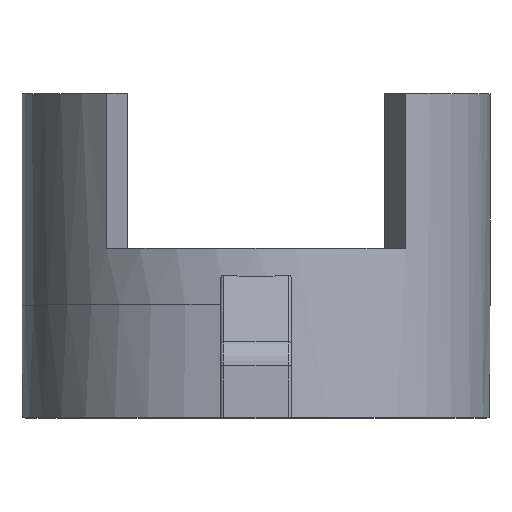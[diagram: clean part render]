
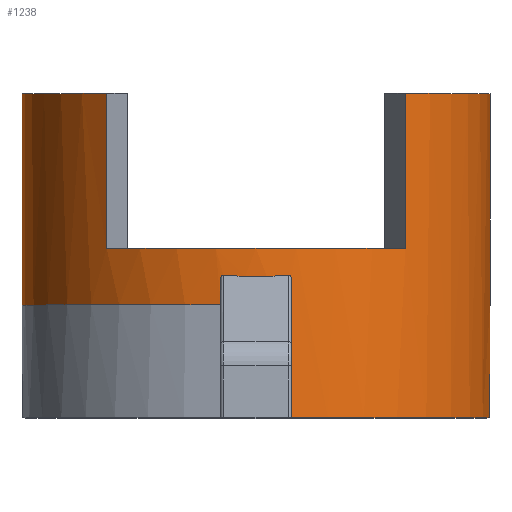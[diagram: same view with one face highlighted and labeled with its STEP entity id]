
A CAD part, top view. The second image highlights one B-rep face of the part: STEP entity #1238.
In plain terms, the highlighted cylindrical face has radius 16.6 mm (diameter 33.2 mm), a partial arc.
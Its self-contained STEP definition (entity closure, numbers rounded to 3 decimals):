
#11=CARTESIAN_POINT('',(0.,15.,0.));
#12=DIRECTION('',(0.,1.,0.));
#13=DIRECTION('',(-1.,0.,0.));
#14=AXIS2_PLACEMENT_3D('',#11,#12,#13);
#69=CARTESIAN_POINT('',(0.,15.,0.));
#70=DIRECTION('',(0.,1.,0.));
#71=DIRECTION('',(0.638,0.,0.77));
#72=AXIS2_PLACEMENT_3D('',#69,#70,#71);
#139=DIRECTION('',(0.,1.,0.));
#140=VECTOR('',#139,6.357);
#141=CARTESIAN_POINT('',(2.5,-6.357,-16.411));
#142=LINE('',#141,#140);
#143=CARTESIAN_POINT('',(0.,-8.,0.));
#144=DIRECTION('',(0.,-1.,0.));
#145=DIRECTION('',(0.143,0.,-0.99));
#146=AXIS2_PLACEMENT_3D('',#143,#144,#145);
#148=DIRECTION('',(0.,1.,0.));
#149=VECTOR('',#148,8.235);
#150=CARTESIAN_POINT('',(2.5,-6.357,16.411));
#151=LINE('',#150,#149);
#152=DIRECTION('',(0.,1.,0.));
#153=VECTOR('',#152,1.878);
#154=CARTESIAN_POINT('',(-2.5,0.,16.411));
#155=LINE('',#154,#153);
#156=CARTESIAN_POINT('',(0.,0.,0.));
#157=DIRECTION('',(0.,-1.,0.));
#158=DIRECTION('',(-0.151,0.,0.989));
#159=AXIS2_PLACEMENT_3D('',#156,#157,#158);
#161=DIRECTION('',(0.,1.,0.));
#162=VECTOR('',#161,15.);
#163=CARTESIAN_POINT('',(-16.6,0.,0.));
#164=LINE('',#163,#162);
#165=DIRECTION('',(0.,1.,0.));
#166=VECTOR('',#165,11.);
#167=CARTESIAN_POINT('',(-10.595,4.,12.779));
#168=LINE('',#167,#166);
#169=CARTESIAN_POINT('',(0.,4.,0.));
#170=DIRECTION('',(0.,1.,0.));
#171=DIRECTION('',(-0.638,0.,0.77));
#172=AXIS2_PLACEMENT_3D('',#169,#170,#171);
#174=DIRECTION('',(0.,1.,0.));
#175=VECTOR('',#174,11.);
#176=CARTESIAN_POINT('',(10.595,4.,12.779));
#177=LINE('',#176,#175);
#205=CARTESIAN_POINT('',(2.377,-8.,-16.429));
#206=CARTESIAN_POINT('',(2.377,-7.807,-16.429));
#207=CARTESIAN_POINT('',(2.406,-7.428,-16.425));
#208=CARTESIAN_POINT('',(2.476,-6.882,-16.414));
#209=CARTESIAN_POINT('',(2.5,-6.53,-16.411));
#210=CARTESIAN_POINT('',(2.5,-6.357,-16.411));
#322=CARTESIAN_POINT('',(0.,0.,0.));
#323=DIRECTION('',(0.,-1.,0.));
#324=DIRECTION('',(0.151,0.,-0.989));
#325=AXIS2_PLACEMENT_3D('',#322,#323,#324);
#327=DIRECTION('',(0.,1.,0.));
#328=VECTOR('',#327,15.);
#329=CARTESIAN_POINT('',(16.6,0.,0.));
#330=LINE('',#329,#328);
#664=CARTESIAN_POINT('',(-2.5,1.878,16.411));
#665=CARTESIAN_POINT('',(-2.5,1.922,16.411));
#666=CARTESIAN_POINT('',(-2.479,2.003,16.414));
#667=CARTESIAN_POINT('',(-2.399,2.082,16.426));
#668=CARTESIAN_POINT('',(-2.332,2.095,16.435));
#669=CARTESIAN_POINT('',(-2.3,2.092,16.44));
#675=CARTESIAN_POINT('',(-2.3,2.092,16.44));
#676=CARTESIAN_POINT('',(-0.767,1.969,16.654));
#677=CARTESIAN_POINT('',(0.767,1.969,16.654));
#678=CARTESIAN_POINT('',(2.3,2.092,16.44));
#689=CARTESIAN_POINT('',(2.3,2.092,16.44));
#690=CARTESIAN_POINT('',(2.333,2.095,16.435));
#691=CARTESIAN_POINT('',(2.4,2.082,16.426));
#692=CARTESIAN_POINT('',(2.478,2.004,16.414));
#693=CARTESIAN_POINT('',(2.5,1.922,16.411));
#694=CARTESIAN_POINT('',(2.5,1.878,16.411));
#718=CARTESIAN_POINT('',(2.5,-6.357,16.411));
#719=CARTESIAN_POINT('',(2.5,-6.53,16.411));
#720=CARTESIAN_POINT('',(2.476,-6.882,16.414));
#721=CARTESIAN_POINT('',(2.406,-7.427,16.425));
#722=CARTESIAN_POINT('',(2.377,-7.806,16.429));
#723=CARTESIAN_POINT('',(2.377,-8.,16.429));
#839=CARTESIAN_POINT('',(16.6,0.,0.));
#840=CARTESIAN_POINT('',(16.6,15.,0.));
#841=VERTEX_POINT('',#839);
#842=VERTEX_POINT('',#840);
#843=CARTESIAN_POINT('',(-16.6,0.,0.));
#844=CARTESIAN_POINT('',(-16.6,15.,0.));
#845=VERTEX_POINT('',#843);
#846=VERTEX_POINT('',#844);
#871=CARTESIAN_POINT('',(-10.595,4.,12.779));
#872=CARTESIAN_POINT('',(10.595,4.,12.779));
#873=VERTEX_POINT('',#871);
#874=VERTEX_POINT('',#872);
#875=CARTESIAN_POINT('',(-10.595,15.,12.779));
#876=VERTEX_POINT('',#875);
#877=CARTESIAN_POINT('',(10.595,15.,12.779));
#878=VERTEX_POINT('',#877);
#956=CARTESIAN_POINT('',(-2.3,2.092,16.44));
#958=VERTEX_POINT('',#956);
#960=CARTESIAN_POINT('',(-2.5,1.878,16.411));
#962=VERTEX_POINT('',#960);
#979=CARTESIAN_POINT('',(2.5,-6.357,16.411));
#980=VERTEX_POINT('',#979);
#987=CARTESIAN_POINT('',(-2.5,0.,16.411));
#988=VERTEX_POINT('',#987);
#990=CARTESIAN_POINT('',(2.5,1.878,16.411));
#992=VERTEX_POINT('',#990);
#993=CARTESIAN_POINT('',(2.3,2.092,16.44));
#994=VERTEX_POINT('',#993);
#999=CARTESIAN_POINT('',(2.377,-8.,16.429));
#1000=VERTEX_POINT('',#999);
#1001=CARTESIAN_POINT('',(2.5,0.,-16.411));
#1002=VERTEX_POINT('',#1001);
#1008=CARTESIAN_POINT('',(2.377,-8.,-16.429));
#1010=VERTEX_POINT('',#1008);
#1053=CARTESIAN_POINT('',(2.5,-6.357,-16.411));
#1054=VERTEX_POINT('',#1053);
#1199=CARTESIAN_POINT('',(0.,0.,0.));
#1200=DIRECTION('',(0.,1.,0.));
#1201=DIRECTION('',(1.,0.,0.));
#1202=AXIS2_PLACEMENT_3D('',#1199,#1200,#1201);
#1203=CYLINDRICAL_SURFACE('',#1202,16.6);
#1205=ORIENTED_EDGE('',*,*,#1204,.F.);
#1207=ORIENTED_EDGE('',*,*,#1206,.F.);
#1209=ORIENTED_EDGE('',*,*,#1208,.T.);
#1211=ORIENTED_EDGE('',*,*,#1210,.F.);
#1213=ORIENTED_EDGE('',*,*,#1212,.T.);
#1215=ORIENTED_EDGE('',*,*,#1214,.F.);
#1217=ORIENTED_EDGE('',*,*,#1216,.F.);
#1219=ORIENTED_EDGE('',*,*,#1218,.F.);
#1221=ORIENTED_EDGE('',*,*,#1220,.F.);
#1223=ORIENTED_EDGE('',*,*,#1222,.T.);
#1225=ORIENTED_EDGE('',*,*,#1224,.T.);
#1226=ORIENTED_EDGE('',*,*,#1064,.T.);
#1228=ORIENTED_EDGE('',*,*,#1227,.F.);
#1229=ORIENTED_EDGE('',*,*,#1165,.T.);
#1230=ORIENTED_EDGE('',*,*,#1181,.T.);
#1231=ORIENTED_EDGE('',*,*,#1096,.T.);
#1233=ORIENTED_EDGE('',*,*,#1232,.F.);
#1235=ORIENTED_EDGE('',*,*,#1234,.F.);
#1236=EDGE_LOOP('',(#1205,#1207,#1209,#1211,#1213,#1215,#1217,#1219,#1221,#1223,
#1225,#1226,#1228,#1229,#1230,#1231,#1233,#1235));
#1237=FACE_OUTER_BOUND('',#1236,.F.);
#1238=ADVANCED_FACE('',(#1237),#1203,.T.);
#15=CIRCLE('',#14,16.6);
#73=CIRCLE('',#72,16.6);
#147=CIRCLE('',#146,16.6);
#160=CIRCLE('',#159,16.6);
#173=CIRCLE('',#172,16.6);
#211=B_SPLINE_CURVE_WITH_KNOTS('',3,(#205,#206,#207,#208,#209,#210),
.UNSPECIFIED.,.F.,.F.,(4,1,1,4),(0.,0.333,0.667,1.),
.UNSPECIFIED.);
#326=CIRCLE('',#325,16.6);
#670=B_SPLINE_CURVE_WITH_KNOTS('',3,(#664,#665,#666,#667,#668,#669),
.UNSPECIFIED.,.F.,.F.,(4,1,1,4),(0.,0.333,0.667,1.),
.UNSPECIFIED.);
#679=B_SPLINE_CURVE_WITH_KNOTS('',3,(#675,#676,#677,#678),.UNSPECIFIED.,.F.,.F.,
(4,4),(0.,1.),.UNSPECIFIED.);
#695=B_SPLINE_CURVE_WITH_KNOTS('',3,(#689,#690,#691,#692,#693,#694),
.UNSPECIFIED.,.F.,.F.,(4,1,1,4),(0.,0.333,0.667,1.),
.UNSPECIFIED.);
#724=B_SPLINE_CURVE_WITH_KNOTS('',3,(#718,#719,#720,#721,#722,#723),
.UNSPECIFIED.,.F.,.F.,(4,1,1,4),(0.,0.333,0.667,1.),
.UNSPECIFIED.);
#1064=EDGE_CURVE('',#846,#876,#15,.T.);
#1096=EDGE_CURVE('',#878,#842,#73,.T.);
#1165=EDGE_CURVE('',#873,#874,#173,.T.);
#1181=EDGE_CURVE('',#874,#878,#177,.T.);
#1204=EDGE_CURVE('',#1054,#1002,#142,.T.);
#1206=EDGE_CURVE('',#1010,#1054,#211,.T.);
#1208=EDGE_CURVE('',#1010,#1000,#147,.T.);
#1210=EDGE_CURVE('',#980,#1000,#724,.T.);
#1212=EDGE_CURVE('',#980,#992,#151,.T.);
#1214=EDGE_CURVE('',#994,#992,#695,.T.);
#1216=EDGE_CURVE('',#958,#994,#679,.T.);
#1218=EDGE_CURVE('',#962,#958,#670,.T.);
#1220=EDGE_CURVE('',#988,#962,#155,.T.);
#1222=EDGE_CURVE('',#988,#845,#160,.T.);
#1224=EDGE_CURVE('',#845,#846,#164,.T.);
#1227=EDGE_CURVE('',#873,#876,#168,.T.);
#1232=EDGE_CURVE('',#841,#842,#330,.T.);
#1234=EDGE_CURVE('',#1002,#841,#326,.T.);
